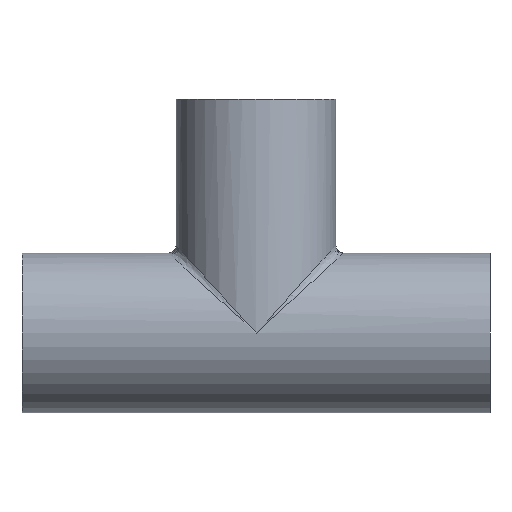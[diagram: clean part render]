
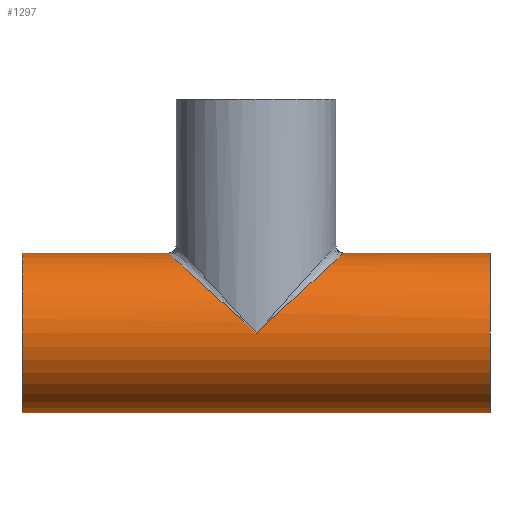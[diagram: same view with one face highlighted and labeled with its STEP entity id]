
A CAD part, front view. The second image highlights one B-rep face of the part: STEP entity #1297.
In plain terms, the highlighted cylindrical face has radius 20.5 mm (diameter 41 mm), a full revolution.
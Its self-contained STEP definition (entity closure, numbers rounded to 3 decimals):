
#993=CARTESIAN_POINT('',(0.0,20.5,0.0));
#994=VERTEX_POINT('',#993);
#995=CARTESIAN_POINT('',(0.0,-20.5,0.0));
#996=VERTEX_POINT('',#995);
#997=CARTESIAN_POINT('',(0.0,0.0,0.0));
#998=DIRECTION('',(0.673,0.0,0.739));
#999=DIRECTION('',(-0.739,0.0,0.673));
#1000=AXIS2_PLACEMENT_3D('',#997,#998,#999);
#1001=ELLIPSE('',#1000,30.438,20.5);
#1002=EDGE_CURVE('',#994,#996,#1001,.T.);
#1195=CARTESIAN_POINT('',(0.0,0.0,0.0));
#1196=DIRECTION('',(-0.673,0.0,0.739));
#1197=DIRECTION('',(0.739,0.0,0.673));
#1198=AXIS2_PLACEMENT_3D('',#1195,#1196,#1197);
#1199=ELLIPSE('',#1198,30.438,20.5);
#1200=EDGE_CURVE('',#996,#994,#1199,.T.);
#1266=CARTESIAN_POINT('',(0.0,0.0,0.0));
#1267=DIRECTION('',(-1.0,0.0,0.0));
#1268=DIRECTION('',(0.0,-1.0,0.0));
#1269=AXIS2_PLACEMENT_3D('',#1266,#1267,#1268);
#1270=CYLINDRICAL_SURFACE('',#1269,20.5);
#1271=CARTESIAN_POINT('',(-60.0,-20.5,0.0));
#1272=VERTEX_POINT('',#1271);
#1273=CARTESIAN_POINT('',(-60.0,0.0,0.0));
#1274=DIRECTION('',(-1.0,0.0,0.0));
#1275=DIRECTION('',(0.0,-1.0,0.0));
#1276=AXIS2_PLACEMENT_3D('',#1273,#1274,#1275);
#1277=CIRCLE('',#1276,20.5);
#1278=EDGE_CURVE('',#1272,#1272,#1277,.T.);
#1279=ORIENTED_EDGE('',*,*,#1278,.F.);
#1280=EDGE_LOOP('',(#1279));
#1281=FACE_OUTER_BOUND('',#1280,.T.);
#1282=ORIENTED_EDGE('',*,*,#1002,.F.);
#1283=ORIENTED_EDGE('',*,*,#1200,.F.);
#1284=EDGE_LOOP('',(#1282,#1283));
#1285=FACE_BOUND('',#1284,.T.);
#1286=CARTESIAN_POINT('',(60.0,-20.5,0.0));
#1287=VERTEX_POINT('',#1286);
#1288=CARTESIAN_POINT('',(60.,0.0,0.0));
#1289=DIRECTION('',(-1.0,0.0,0.0));
#1290=DIRECTION('',(0.0,-1.0,0.0));
#1291=AXIS2_PLACEMENT_3D('',#1288,#1289,#1290);
#1292=CIRCLE('',#1291,20.5);
#1293=EDGE_CURVE('',#1287,#1287,#1292,.T.);
#1294=ORIENTED_EDGE('',*,*,#1293,.T.);
#1295=EDGE_LOOP('',(#1294));
#1296=FACE_BOUND('',#1295,.T.);
#1297=ADVANCED_FACE('',(#1281,#1285,#1296),#1270,.T.);
